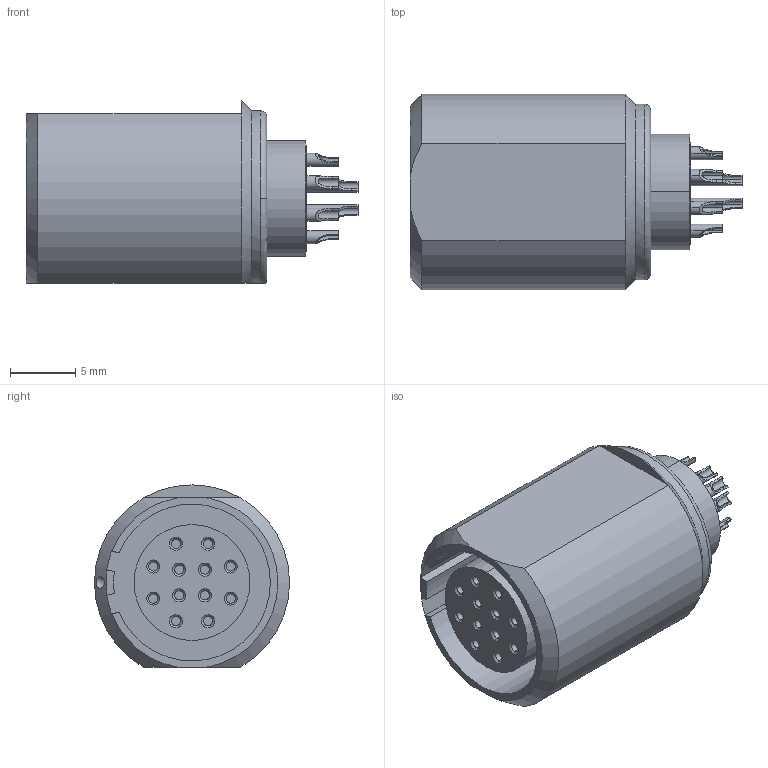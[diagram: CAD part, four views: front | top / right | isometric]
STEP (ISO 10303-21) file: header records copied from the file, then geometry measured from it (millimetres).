
FILE_DESCRIPTION((''),'2;1');
FILE_NAME('G52LAC-P12L','2014-01-24T',('RTrager'),(''),'PRO/ENGINEER BY PARAMETRIC TECHNOLOGY CORPORATION, 2013050','PRO/ENGINEER BY PARAMETRIC TECHNOLOGY CORPORATION, 2013050','');
FILE_SCHEMA(('CONFIG_CONTROL_DESIGN'));
Length unit declared in the file: millimetre
Products named in the file (1): G52LAC-P12L
Bounding box: 25.5 x 15 x 14 mm (x, y, z)
Volume: 2466.7 mm3; surface area: 2451.7 mm2
Topology: 1 solids, 1 shells, 213 faces, 527 edges, 342 vertices
Faces by surface type: cylinder 105, plane 57, cone 27, torus 14, bspline 9, sphere 1
Entity records: 8044 total; most frequent: CARTESIAN_POINT 2876, DIRECTION 1115, ORIENTED_EDGE 1050, EDGE_CURVE 525, AXIS2_PLACEMENT_3D 458, VERTEX_POINT 342, CIRCLE 254, EDGE_LOOP 241
